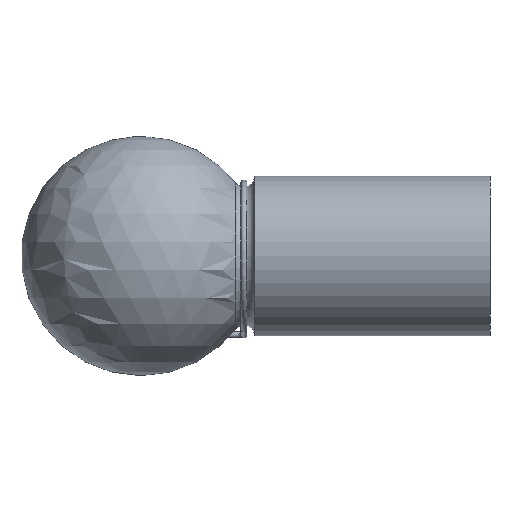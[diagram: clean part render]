
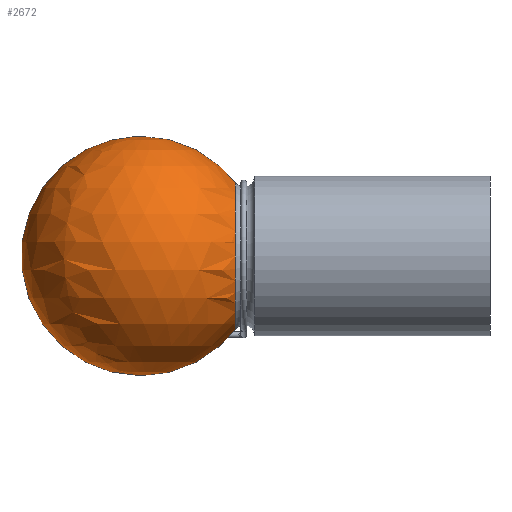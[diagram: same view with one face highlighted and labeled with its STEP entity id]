
A CAD part, left-side view. The second image highlights one B-rep face of the part: STEP entity #2672.
In plain terms, the highlighted spherical face has radius 12 mm.
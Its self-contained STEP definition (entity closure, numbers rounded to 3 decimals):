
#10 = CARTESIAN_POINT ( 'NONE',  ( 6.348, 6.469, -7.866 ) ) ;
#91 = CARTESIAN_POINT ( 'NONE',  ( 6.858, -5.432, -8.214 ) ) ;
#99 = EDGE_CURVE ( 'NONE', #1276, #1276, #1423, .T. ) ;
#197 = CARTESIAN_POINT ( 'NONE',  ( 6.953, 5.419, -8.142 ) ) ;
#210 = CARTESIAN_POINT ( 'NONE',  ( 6.841, 5.441, -8.222 ) ) ;
#223 = CARTESIAN_POINT ( 'NONE',  ( 6.929, 5.412, -8.167 ) ) ;
#265 = CARTESIAN_POINT ( 'NONE',  ( 7.005, -5.453, -8.074 ) ) ;
#272 = DIRECTION ( 'NONE',  ( 1., 0., 0. ) ) ;
#320 = CARTESIAN_POINT ( 'NONE',  ( 6.939, 6.12, -7.642 ) ) ;
#338 = CARTESIAN_POINT ( 'NONE',  ( 6.754, -6.431, -7.552 ) ) ;
#355 = VERTEX_POINT ( 'NONE', #2785 ) ;
#368 = DIRECTION ( 'NONE',  ( 0., -1., 0. ) ) ;
#377 = AXIS2_PLACEMENT_3D ( 'NONE', #885, #2428, #1521 ) ;
#395 = EDGE_LOOP ( 'NONE', ( #1340 ) ) ;
#521 = CARTESIAN_POINT ( 'NONE',  ( 6.953, 5.419, -8.142 ) ) ;
#524 = CARTESIAN_POINT ( 'NONE',  ( 6.701, -5.566, -8.253 ) ) ;
#538 = CARTESIAN_POINT ( 'NONE',  ( 6.348, -6.449, -7.881 ) ) ;
#551 = CARTESIAN_POINT ( 'NONE',  ( 6.708, -6.486, -7.546 ) ) ;
#596 = CARTESIAN_POINT ( 'NONE',  ( 6.953, 5.419, -8.142 ) ) ;
#636 = CARTESIAN_POINT ( 'NONE',  ( 6.602, -6.578, -7.56 ) ) ;
#638 = FACE_BOUND ( 'NONE', #2543, .T. ) ;
#650 = ORIENTED_EDGE ( 'NONE', *, *, #1494, .F. ) ;
#672 = CARTESIAN_POINT ( 'NONE',  ( 6.502, 6.62, -7.609 ) ) ;
#712 = CARTESIAN_POINT ( 'NONE',  ( 6.675, 6.519, -7.546 ) ) ;
#741 = CARTESIAN_POINT ( 'NONE',  ( 6.911, 6.18, -7.619 ) ) ;
#744 = CARTESIAN_POINT ( 'NONE',  ( 6.357, -6.281, -8.01 ) ) ;
#824 = VERTEX_POINT ( 'NONE', #2352 ) ;
#854 = VERTEX_POINT ( 'NONE', #596 ) ;
#866 = CARTESIAN_POINT ( 'NONE',  ( 6.348, 6.413, -7.911 ) ) ;
#872 = CARTESIAN_POINT ( 'NONE',  ( 6.538, -6.616, -7.581 ) ) ;
#878 = CARTESIAN_POINT ( 'NONE',  ( 6.812, 5.46, -8.233 ) ) ;
#885 = CARTESIAN_POINT ( 'NONE',  ( 0., 0., 0. ) ) ;
#909 = EDGE_CURVE ( 'NONE', #824, #824, #2160, .T. ) ;
#931 = CARTESIAN_POINT ( 'NONE',  ( 7.002, 5.433, -8.091 ) ) ;
#935 = CARTESIAN_POINT ( 'NONE',  ( 7.051, -5.602, -7.931 ) ) ;
#947 = CARTESIAN_POINT ( 'NONE',  ( 6.562, 6.598, -7.577 ) ) ;
#963 = CARTESIAN_POINT ( 'NONE',  ( 6.389, -6.59, -7.73 ) ) ;
#975 = CARTESIAN_POINT ( 'NONE',  ( 6.888, -5.418, -8.197 ) ) ;
#992 = CARTESIAN_POINT ( 'NONE',  ( 6.39, -6.16, -8.077 ) ) ;
#1079 = CARTESIAN_POINT ( 'NONE',  ( 6.688, 5.584, -8.252 ) ) ;
#1088 = FACE_BOUND ( 'NONE', #395, .T. ) ;
#1100 = SPHERICAL_SURFACE ( 'NONE', #377, 12. ) ;
#1104 = CARTESIAN_POINT ( 'NONE',  ( 6.733, 5.528, -8.253 ) ) ;
#1151 = CARTESIAN_POINT ( 'NONE',  ( 7.018, -5.474, -8.049 ) ) ;
#1176 = CARTESIAN_POINT ( 'NONE',  ( 6.426, -6.624, -7.67 ) ) ;
#1192 = CARTESIAN_POINT ( 'NONE',  ( 6.775, -5.492, -8.243 ) ) ;
#1224 = CARTESIAN_POINT ( 'NONE',  ( 7.048, -5.775, -7.81 ) ) ;
#1276 = VERTEX_POINT ( 'NONE', #2148 ) ;
#1321 = FACE_OUTER_BOUND ( 'NONE', #2149, .T. ) ;
#1340 = ORIENTED_EDGE ( 'NONE', *, *, #909, .F. ) ;
#1365 = CARTESIAN_POINT ( 'NONE',  ( 6.352, -6.503, -7.834 ) ) ;
#1417 = CARTESIAN_POINT ( 'NONE',  ( 6.81, 6.357, -7.565 ) ) ;
#1420 = CARTESIAN_POINT ( 'NONE',  ( 6.968, -5.422, -8.127 ) ) ;
#1423 = B_SPLINE_CURVE_WITH_KNOTS ( 'NONE', 3,
 ( #1648, #1176, #963, #1365, #538, #744, #992, #1867, #1620, #2507, #524, #1192, #2072, #91, #975, #2753, #1420, #265, #1151, #2026, #935, #1224, #1437, #2319, #2533, #338, #551, #636, #872, #1520 ),
 .UNSPECIFIED., .T., .F.,
 ( 4, 2, 2, 2, 2, 2, 2, 2, 2, 2, 2, 2, 2, 2, 4 ),
 ( 0., 0., 0., 0.001, 0.001, 0.001, 0.002, 0.002, 0.002, 0.002, 0.002, 0.003, 0.003, 0.003, 0.003 ),
 .UNSPECIFIED. ) ;
#1437 = CARTESIAN_POINT ( 'NONE',  ( 7.02, -5.898, -7.742 ) ) ;
#1494 = EDGE_CURVE ( 'NONE', #355, #355, #1853, .T. ) ;
#1520 = CARTESIAN_POINT ( 'NONE',  ( 6.482, -6.62, -7.626 ) ) ;
#1521 = DIRECTION ( 'NONE',  ( 1., 0., 0. ) ) ;
#1525 = CARTESIAN_POINT ( 'NONE',  ( 6.502, 5.878, -8.197 ) ) ;
#1566 = B_SPLINE_CURVE_WITH_KNOTS ( 'NONE', 3,
 ( #197, #223, #2857, #210, #878, #1104, #1079, #1986, #1525, #1958, #2845, #866, #10, #1741, #2406, #2190, #1756, #1771, #672, #947, #2300, #712, #1616, #1417, #1808, #741, #320, #2083, #2506, #1818, #2052, #1847, #931, #521 ),
 .UNSPECIFIED., .T., .F.,
 ( 4, 2, 2, 2, 2, 2, 2, 2, 2, 2, 2, 2, 2, 2, 2, 2, 4 ),
 ( 0., 0., 0., 0., 0.001, 0.001, 0.001, 0.002, 0.002, 0.002, 0.002, 0.002, 0.002, 0.003, 0.003, 0.003, 0.003 ),
 .UNSPECIFIED. ) ;
#1616 = CARTESIAN_POINT ( 'NONE',  ( 6.724, 6.466, -7.548 ) ) ;
#1620 = CARTESIAN_POINT ( 'NONE',  ( 6.543, -5.797, -8.223 ) ) ;
#1647 = CARTESIAN_POINT ( 'NONE',  ( 8., 0., 0. ) ) ;
#1648 = CARTESIAN_POINT ( 'NONE',  ( 6.482, -6.62, -7.626 ) ) ;
#1741 = CARTESIAN_POINT ( 'NONE',  ( 6.367, 6.541, -7.79 ) ) ;
#1756 = CARTESIAN_POINT ( 'NONE',  ( 6.424, 6.612, -7.682 ) ) ;
#1771 = CARTESIAN_POINT ( 'NONE',  ( 6.473, 6.623, -7.631 ) ) ;
#1808 = CARTESIAN_POINT ( 'NONE',  ( 6.847, 6.298, -7.58 ) ) ;
#1818 = CARTESIAN_POINT ( 'NONE',  ( 7.052, 5.642, -7.902 ) ) ;
#1847 = CARTESIAN_POINT ( 'NONE',  ( 7.025, 5.481, -8.038 ) ) ;
#1853 = CIRCLE ( 'NONE', #2093, 7.346 ) ;
#1858 = ORIENTED_EDGE ( 'NONE', *, *, #1983, .F. ) ;
#1867 = CARTESIAN_POINT ( 'NONE',  ( 6.483, -5.919, -8.183 ) ) ;
#1893 = DIRECTION ( 'NONE',  ( 1., 0., 0. ) ) ;
#1942 = ORIENTED_EDGE ( 'NONE', *, *, #99, .F. ) ;
#1958 = CARTESIAN_POINT ( 'NONE',  ( 6.403, 6.119, -8.098 ) ) ;
#1983 = EDGE_CURVE ( 'NONE', #854, #854, #1566, .T. ) ;
#1986 = CARTESIAN_POINT ( 'NONE',  ( 6.566, 5.755, -8.234 ) ) ;
#2026 = CARTESIAN_POINT ( 'NONE',  ( 7.046, -5.546, -7.975 ) ) ;
#2052 = CARTESIAN_POINT ( 'NONE',  ( 7.05, 5.584, -7.945 ) ) ;
#2072 = CARTESIAN_POINT ( 'NONE',  ( 6.802, -5.468, -8.236 ) ) ;
#2083 = CARTESIAN_POINT ( 'NONE',  ( 7.009, 5.939, -7.722 ) ) ;
#2093 = AXIS2_PLACEMENT_3D ( 'NONE', #2702, #2458, #272 ) ;
#2148 = CARTESIAN_POINT ( 'NONE',  ( 6.482, -6.62, -7.626 ) ) ;
#2149 = EDGE_LOOP ( 'NONE', ( #650 ) ) ;
#2160 = CIRCLE ( 'NONE', #2480, 8.944 ) ;
#2164 = EDGE_LOOP ( 'NONE', ( #1942 ) ) ;
#2190 = CARTESIAN_POINT ( 'NONE',  ( 6.405, 6.599, -7.709 ) ) ;
#2300 = CARTESIAN_POINT ( 'NONE',  ( 6.591, 6.581, -7.566 ) ) ;
#2319 = CARTESIAN_POINT ( 'NONE',  ( 6.935, -6.14, -7.631 ) ) ;
#2352 = CARTESIAN_POINT ( 'NONE',  ( 8., -8.944, 0. ) ) ;
#2406 = CARTESIAN_POINT ( 'NONE',  ( 6.376, 6.563, -7.764 ) ) ;
#2428 = DIRECTION ( 'NONE',  ( 0., 0., 1. ) ) ;
#2458 = DIRECTION ( 'NONE',  ( 0., -1., 0. ) ) ;
#2480 = AXIS2_PLACEMENT_3D ( 'NONE', #1647, #1893, #368 ) ;
#2506 = CARTESIAN_POINT ( 'NONE',  ( 7.04, 5.817, -7.786 ) ) ;
#2507 = CARTESIAN_POINT ( 'NONE',  ( 6.658, -5.622, -8.25 ) ) ;
#2533 = CARTESIAN_POINT ( 'NONE',  ( 6.876, -6.261, -7.586 ) ) ;
#2543 = EDGE_LOOP ( 'NONE', ( #1858 ) ) ;
#2620 = FACE_BOUND ( 'NONE', #2164, .T. ) ;
#2672 = ADVANCED_FACE ( 'NONE', ( #2620, #638, #1088, #1321 ), #1100, .T. ) ;
#2702 = CARTESIAN_POINT ( 'NONE',  ( 0., -9.488, 0. ) ) ;
#2753 = CARTESIAN_POINT ( 'NONE',  ( 6.944, -5.413, -8.153 ) ) ;
#2785 = CARTESIAN_POINT ( 'NONE',  ( 7.346, -9.488, 0. ) ) ;
#2845 = CARTESIAN_POINT ( 'NONE',  ( 6.366, 6.242, -8.033 ) ) ;
#2857 = CARTESIAN_POINT ( 'NONE',  ( 6.899, 5.416, -8.19 ) ) ;
